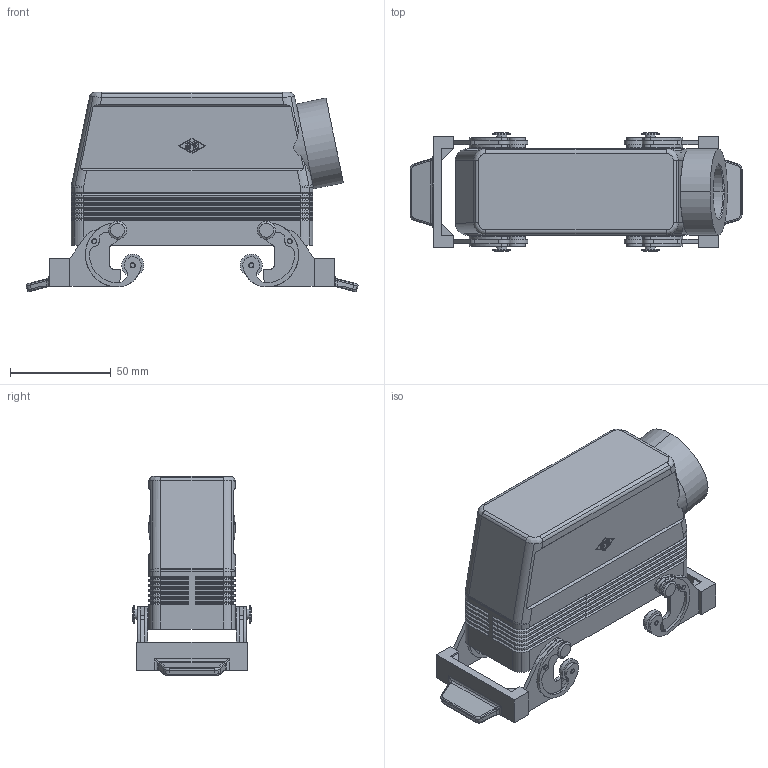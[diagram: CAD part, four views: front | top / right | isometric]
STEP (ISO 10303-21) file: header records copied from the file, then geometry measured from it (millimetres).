
FILE_DESCRIPTION((''),'2;1');
FILE_NAME('CAO 24 X.stp','2006-12-21T12:11:30',('gembarski'),(''),'Autodesk Inventor 7','Autodesk Inventor 7','');
FILE_SCHEMA(('AUTOMOTIVE_DESIGN { 1 0 10303 214 1 1 1 1 }'));
Length unit declared in the file: millimetre
Products named in the file (1): CAO Tüllengehäuse 2 Bügel für einen Einsatz
Bounding box: 165.09 x 59 x 99.1 mm (x, y, z)
Volume: 117244.3 mm3; surface area: 73578 mm2
Topology: 1 solids, 5 shells, 956 faces, 2406 edges, 1486 vertices
Faces by surface type: bspline 291, plane 283, cylinder 254, cone 108, torus 16, sphere 4
Entity records: 32289 total; most frequent: CARTESIAN_POINT 9622, ORIENTED_EDGE 4788, DIRECTION 4736, EDGE_CURVE 2394, AXIS2_PLACEMENT_3D 1702, VERTEX_POINT 1486, VECTOR 1332, LINE 1332
